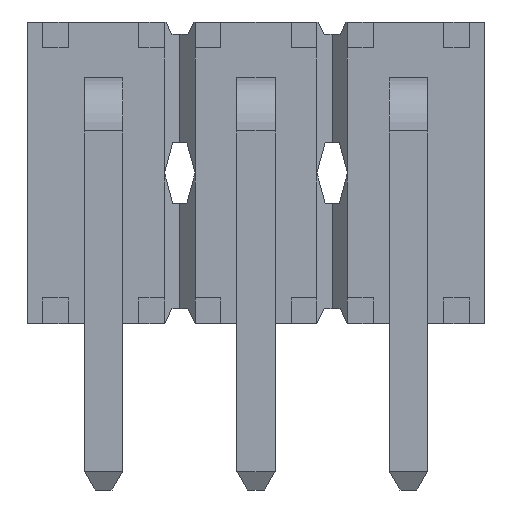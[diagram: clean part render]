
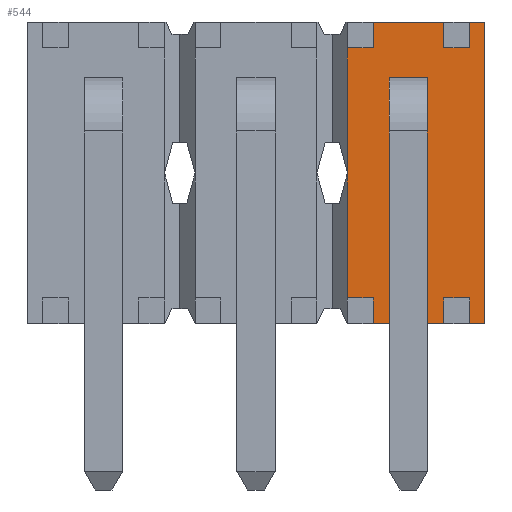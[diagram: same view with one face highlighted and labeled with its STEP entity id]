
A CAD part, front view. The second image highlights one B-rep face of the part: STEP entity #544.
In plain terms, the highlighted planar face has unit normal (0, -1, 0).
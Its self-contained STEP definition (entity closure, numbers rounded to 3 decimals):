
#544=ADVANCED_FACE('',(#1172,#1173,#1174),#1175,.T.);
#1172=FACE_BOUND('',#1893,.T.);
#1173=FACE_BOUND('',#1894,.T.);
#1174=FACE_OUTER_BOUND('',#1895,.T.);
#1175=PLANE('',#1896);
#1893=EDGE_LOOP('',(#3394,#3395,#3396,#3397));
#1894=EDGE_LOOP('',(#3398,#3399,#3400,#3401));
#1895=EDGE_LOOP('',(#3402,#3403,#3404,#3405,#3406,#3407,#3408,#3409,#3410,#3411,#3412,#3413,#3414,#3415,#3416,#3417,#3418,#3419,#3420));
#1896=AXIS2_PLACEMENT_3D('',#3421,#3422,#3423);
#3394=ORIENTED_EDGE('',*,*,#4492,.T.);
#3395=ORIENTED_EDGE('',*,*,#4484,.T.);
#3396=ORIENTED_EDGE('',*,*,#4543,.T.);
#3397=ORIENTED_EDGE('',*,*,#4530,.T.);
#3398=ORIENTED_EDGE('',*,*,#4714,.T.);
#3399=ORIENTED_EDGE('',*,*,#4706,.T.);
#3400=ORIENTED_EDGE('',*,*,#4765,.T.);
#3401=ORIENTED_EDGE('',*,*,#4752,.T.);
#3402=ORIENTED_EDGE('',*,*,#4769,.T.);
#3403=ORIENTED_EDGE('',*,*,#4782,.T.);
#3404=ORIENTED_EDGE('',*,*,#4828,.T.);
#3405=ORIENTED_EDGE('',*,*,#4829,.T.);
#3406=ORIENTED_EDGE('',*,*,#4830,.T.);
#3407=ORIENTED_EDGE('',*,*,#4831,.T.);
#3408=ORIENTED_EDGE('',*,*,#4832,.F.);
#3409=ORIENTED_EDGE('',*,*,#4833,.T.);
#3410=ORIENTED_EDGE('',*,*,#4834,.T.);
#3411=ORIENTED_EDGE('',*,*,#4835,.T.);
#3412=ORIENTED_EDGE('',*,*,#4836,.F.);
#3413=ORIENTED_EDGE('',*,*,#4837,.T.);
#3414=ORIENTED_EDGE('',*,*,#4838,.T.);
#3415=ORIENTED_EDGE('',*,*,#4839,.T.);
#3416=ORIENTED_EDGE('',*,*,#4840,.F.);
#3417=ORIENTED_EDGE('',*,*,#4841,.T.);
#3418=ORIENTED_EDGE('',*,*,#4842,.T.);
#3419=ORIENTED_EDGE('',*,*,#4843,.T.);
#3420=ORIENTED_EDGE('',*,*,#4844,.T.);
#3421=CARTESIAN_POINT('',(6.224,-2.032,3.785));
#3422=DIRECTION('',(0.0,-1.0,-0.0));
#3423=DIRECTION('',(-1.0,0.0,0.));
#4484=EDGE_CURVE('',#5394,#5395,#5396,.T.);
#4492=EDGE_CURVE('',#5406,#5394,#5407,.T.);
#4530=EDGE_CURVE('',#5461,#5406,#5462,.T.);
#4543=EDGE_CURVE('',#5395,#5461,#5477,.T.);
#4706=EDGE_CURVE('',#5712,#5713,#5714,.T.);
#4714=EDGE_CURVE('',#5724,#5712,#5725,.T.);
#4752=EDGE_CURVE('',#5779,#5724,#5780,.T.);
#4765=EDGE_CURVE('',#5713,#5779,#5795,.T.);
#4769=EDGE_CURVE('',#5802,#5800,#5803,.T.);
#4782=EDGE_CURVE('',#5800,#5822,#5824,.T.);
#4828=EDGE_CURVE('',#5822,#5897,#5898,.T.);
#4829=EDGE_CURVE('',#5897,#5899,#5900,.T.);
#4830=EDGE_CURVE('',#5899,#5901,#5902,.T.);
#4831=EDGE_CURVE('',#5901,#5903,#5904,.T.);
#4832=EDGE_CURVE('',#5905,#5903,#5906,.T.);
#4833=EDGE_CURVE('',#5905,#5907,#5908,.T.);
#4834=EDGE_CURVE('',#5907,#5909,#5910,.T.);
#4835=EDGE_CURVE('',#5909,#5911,#5912,.T.);
#4836=EDGE_CURVE('',#5913,#5911,#5914,.T.);
#4837=EDGE_CURVE('',#5913,#5915,#5916,.T.);
#4838=EDGE_CURVE('',#5915,#5917,#5918,.T.);
#4839=EDGE_CURVE('',#5917,#5919,#5920,.T.);
#4840=EDGE_CURVE('',#5921,#5919,#5922,.T.);
#4841=EDGE_CURVE('',#5921,#5923,#5924,.T.);
#4842=EDGE_CURVE('',#5923,#5925,#5926,.T.);
#4843=EDGE_CURVE('',#5925,#5927,#5928,.T.);
#4844=EDGE_CURVE('',#5927,#5802,#5929,.T.);
#5394=VERTEX_POINT('',#6718);
#5395=VERTEX_POINT('',#6719);
#5396=LINE('',#6720,#6721);
#5406=VERTEX_POINT('',#6736);
#5407=LINE('',#6737,#6738);
#5461=VERTEX_POINT('',#6817);
#5462=LINE('',#6818,#6819);
#5477=LINE('',#6838,#6839);
#5712=VERTEX_POINT('',#7180);
#5713=VERTEX_POINT('',#7181);
#5714=LINE('',#7182,#7183);
#5724=VERTEX_POINT('',#7198);
#5725=LINE('',#7199,#7200);
#5779=VERTEX_POINT('',#7279);
#5780=LINE('',#7280,#7281);
#5795=LINE('',#7300,#7301);
#5800=VERTEX_POINT('',#7307);
#5802=VERTEX_POINT('',#7310);
#5803=LINE('',#7311,#7312);
#5822=VERTEX_POINT('',#7340);
#5824=LINE('',#7343,#7344);
#5897=VERTEX_POINT('',#7453);
#5898=LINE('',#7454,#7455);
#5899=VERTEX_POINT('',#7456);
#5900=LINE('',#7457,#7458);
#5901=VERTEX_POINT('',#7459);
#5902=LINE('',#7460,#7461);
#5903=VERTEX_POINT('',#7462);
#5904=LINE('',#7463,#7464);
#5905=VERTEX_POINT('',#7465);
#5906=LINE('',#7466,#7467);
#5907=VERTEX_POINT('',#7468);
#5908=LINE('',#7469,#7470);
#5909=VERTEX_POINT('',#7471);
#5910=LINE('',#7472,#7473);
#5911=VERTEX_POINT('',#7474);
#5912=LINE('',#7475,#7476);
#5913=VERTEX_POINT('',#7477);
#5914=LINE('',#7478,#7479);
#5915=VERTEX_POINT('',#7480);
#5916=LINE('',#7481,#7482);
#5917=VERTEX_POINT('',#7483);
#5918=LINE('',#7484,#7485);
#5919=VERTEX_POINT('',#7486);
#5920=LINE('',#7487,#7488);
#5921=VERTEX_POINT('',#7489);
#5922=LINE('',#7490,#7491);
#5923=VERTEX_POINT('',#7492);
#5924=LINE('',#7493,#7494);
#5925=VERTEX_POINT('',#7495);
#5926=LINE('',#7496,#7497);
#5927=VERTEX_POINT('',#7498);
#5928=LINE('',#7499,#7500);
#5929=LINE('',#7501,#7502);
#6718=CARTESIAN_POINT('',(4.763,-2.032,2.858));
#6719=CARTESIAN_POINT('',(5.398,-2.032,2.858));
#6720=CARTESIAN_POINT('',(5.493,-2.032,2.858));
#6721=VECTOR('',#8306,1.0);
#6736=CARTESIAN_POINT('',(4.763,-2.032,2.223));
#6737=CARTESIAN_POINT('',(4.763,-2.032,2.557));
#6738=VECTOR('',#8312,1.0);
#6817=CARTESIAN_POINT('',(5.398,-2.032,2.223));
#6818=CARTESIAN_POINT('',(5.493,-2.032,2.223));
#6819=VECTOR('',#8344,1.0);
#6838=CARTESIAN_POINT('',(5.398,-2.032,2.557));
#6839=VECTOR('',#8355,1.0);
#7180=CARTESIAN_POINT('',(4.763,-2.032,0.318));
#7181=CARTESIAN_POINT('',(5.398,-2.032,0.318));
#7182=CARTESIAN_POINT('',(5.493,-2.032,0.318));
#7183=VECTOR('',#8486,1.0);
#7198=CARTESIAN_POINT('',(4.763,-2.032,-0.318));
#7199=CARTESIAN_POINT('',(4.763,-2.032,1.569));
#7200=VECTOR('',#8492,1.0);
#7279=CARTESIAN_POINT('',(5.398,-2.032,-0.318));
#7280=CARTESIAN_POINT('',(5.493,-2.032,-0.318));
#7281=VECTOR('',#8524,1.0);
#7300=CARTESIAN_POINT('',(5.398,-2.032,1.569));
#7301=VECTOR('',#8535,1.0);
#7307=CARTESIAN_POINT('',(4.064,-2.032,1.27));
#7310=CARTESIAN_POINT('',(4.064,-2.032,1.27));
#7311=CARTESIAN_POINT('',(3.787,-2.032,2.297));
#7312=VECTOR('',#8538,1.0);
#7340=CARTESIAN_POINT('',(4.064,-2.032,1.27));
#7343=CARTESIAN_POINT('',(4.42,-2.032,2.587));
#7344=VECTOR('',#8549,1.0);
#7453=CARTESIAN_POINT('',(4.064,-2.032,-0.813));
#7454=CARTESIAN_POINT('',(4.064,-2.032,3.785));
#7455=VECTOR('',#8586,1.0);
#7456=CARTESIAN_POINT('',(4.496,-2.032,-0.813));
#7457=CARTESIAN_POINT('',(5.08,-2.032,-0.813));
#7458=VECTOR('',#8587,1.0);
#7459=CARTESIAN_POINT('',(4.496,-2.032,-1.245));
#7460=CARTESIAN_POINT('',(4.496,-2.032,3.785));
#7461=VECTOR('',#8588,1.0);
#7462=CARTESIAN_POINT('',(5.667,-2.032,-1.245));
#7463=CARTESIAN_POINT('',(5.667,-2.032,-1.245));
#7464=VECTOR('',#8589,1.0);
#7465=CARTESIAN_POINT('',(5.667,-2.032,-0.813));
#7466=CARTESIAN_POINT('',(5.667,-2.032,3.785));
#7467=VECTOR('',#8590,1.0);
#7468=CARTESIAN_POINT('',(6.099,-2.032,-0.813));
#7469=CARTESIAN_POINT('',(5.08,-2.032,-0.813));
#7470=VECTOR('',#8591,1.0);
#7471=CARTESIAN_POINT('',(6.099,-2.032,-1.245));
#7472=CARTESIAN_POINT('',(6.099,-2.032,3.785));
#7473=VECTOR('',#8592,1.0);
#7474=CARTESIAN_POINT('',(6.35,-2.032,-1.245));
#7475=CARTESIAN_POINT('',(6.35,-2.032,-1.245));
#7476=VECTOR('',#8593,1.0);
#7477=CARTESIAN_POINT('',(6.35,-2.032,3.785));
#7478=CARTESIAN_POINT('',(6.35,-2.032,3.785));
#7479=VECTOR('',#8594,1.0);
#7480=CARTESIAN_POINT('',(6.099,-2.032,3.785));
#7481=CARTESIAN_POINT('',(6.35,-2.032,3.785));
#7482=VECTOR('',#8595,1.0);
#7483=CARTESIAN_POINT('',(6.099,-2.032,3.353));
#7484=CARTESIAN_POINT('',(6.099,-2.032,3.785));
#7485=VECTOR('',#8596,1.0);
#7486=CARTESIAN_POINT('',(5.667,-2.032,3.353));
#7487=CARTESIAN_POINT('',(5.08,-2.032,3.353));
#7488=VECTOR('',#8597,1.0);
#7489=CARTESIAN_POINT('',(5.667,-2.032,3.785));
#7490=CARTESIAN_POINT('',(5.667,-2.032,3.785));
#7491=VECTOR('',#8598,1.0);
#7492=CARTESIAN_POINT('',(4.496,-2.032,3.785));
#7493=CARTESIAN_POINT('',(5.667,-2.032,3.785));
#7494=VECTOR('',#8599,1.0);
#7495=CARTESIAN_POINT('',(4.496,-2.032,3.353));
#7496=CARTESIAN_POINT('',(4.496,-2.032,3.785));
#7497=VECTOR('',#8600,1.0);
#7498=CARTESIAN_POINT('',(4.064,-2.032,3.353));
#7499=CARTESIAN_POINT('',(5.08,-2.032,3.353));
#7500=VECTOR('',#8601,1.0);
#7501=CARTESIAN_POINT('',(4.064,-2.032,3.785));
#7502=VECTOR('',#8602,1.0);
#8306=DIRECTION('',(1.0,0.0,0.));
#8312=DIRECTION('',(0.,0.0,1.0));
#8344=DIRECTION('',(-1.0,-0.0,0.));
#8355=DIRECTION('',(0.,0.0,-1.0));
#8486=DIRECTION('',(1.0,0.0,0.));
#8492=DIRECTION('',(0.,0.0,1.0));
#8524=DIRECTION('',(-1.0,-0.0,0.));
#8535=DIRECTION('',(0.,0.0,-1.0));
#8538=DIRECTION('',(0.261,0.0,-0.965));
#8549=DIRECTION('',(-0.261,0.0,-0.965));
#8586=DIRECTION('',(0.,0.0,-1.0));
#8587=DIRECTION('',(1.0,0.0,0.));
#8588=DIRECTION('',(0.,0.0,-1.0));
#8589=DIRECTION('',(1.0,0.0,0.));
#8590=DIRECTION('',(0.,0.0,-1.0));
#8591=DIRECTION('',(1.0,0.0,0.));
#8592=DIRECTION('',(0.,0.0,-1.0));
#8593=DIRECTION('',(1.0,0.0,0.));
#8594=DIRECTION('',(0.,0.0,-1.0));
#8595=DIRECTION('',(-1.0,0.0,0.));
#8596=DIRECTION('',(0.,0.0,-1.0));
#8597=DIRECTION('',(-1.0,0.0,0.));
#8598=DIRECTION('',(0.,0.0,-1.0));
#8599=DIRECTION('',(-1.0,0.0,0.));
#8600=DIRECTION('',(0.,0.0,-1.0));
#8601=DIRECTION('',(-1.0,0.0,0.));
#8602=DIRECTION('',(0.,0.0,-1.0));
